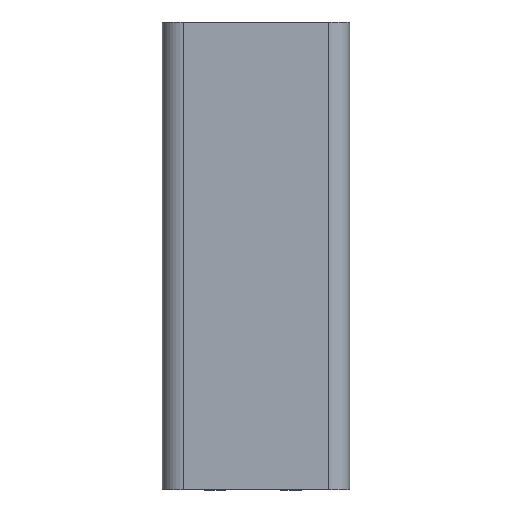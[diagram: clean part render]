
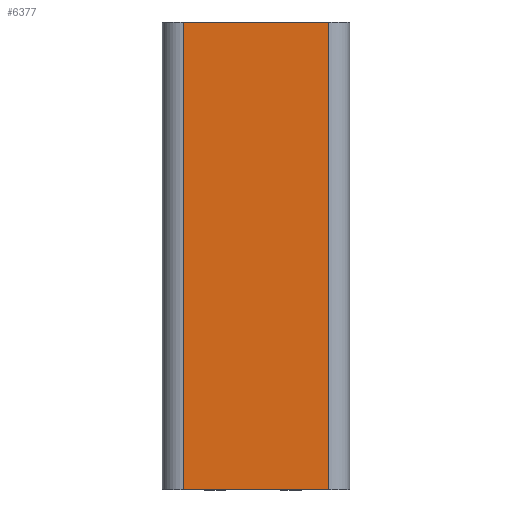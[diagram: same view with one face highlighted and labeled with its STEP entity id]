
A CAD part, front view. The second image highlights one B-rep face of the part: STEP entity #6377.
In plain terms, the highlighted planar face has unit normal (0, -1, 0).
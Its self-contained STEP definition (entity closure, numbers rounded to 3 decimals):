
#72 = CARTESIAN_POINT ( 'NONE',  ( 6621.866, 2361.117, 100. ) ) ;
#694 = CARTESIAN_POINT ( 'NONE',  ( 6652.866, 2361.117, 0. ) ) ;
#774 = EDGE_CURVE ( 'NONE', #1204, #3626, #4417, .T. ) ;
#822 = ORIENTED_EDGE ( 'NONE', *, *, #774, .F. ) ;
#889 = VECTOR ( 'NONE', #4732, 1000. ) ;
#898 = DIRECTION ( 'NONE',  ( 0., 0., 1. ) ) ;
#1204 = VERTEX_POINT ( 'NONE', #6370 ) ;
#1934 = EDGE_CURVE ( 'NONE', #3626, #4713, #4466, .T. ) ;
#2503 = CARTESIAN_POINT ( 'NONE',  ( 6621.866, 2361.117, 100. ) ) ;
#3610 = CARTESIAN_POINT ( 'NONE',  ( 6621.866, 2361.117, 100. ) ) ;
#3626 = VERTEX_POINT ( 'NONE', #694 ) ;
#3663 = CARTESIAN_POINT ( 'NONE',  ( 6621.866, 2361.117, 0. ) ) ;
#3856 = EDGE_CURVE ( 'NONE', #4713, #4265, #4474, .T. ) ;
#3870 = CARTESIAN_POINT ( 'NONE',  ( 6642.766, 2361.117, 100. ) ) ;
#4147 = DIRECTION ( 'NONE',  ( -1., 0., 0. ) ) ;
#4265 = VERTEX_POINT ( 'NONE', #2503 ) ;
#4282 = EDGE_LOOP ( 'NONE', ( #822, #9220, #5935, #7559 ) ) ;
#4417 = LINE ( 'NONE', #8742, #6303 ) ;
#4422 = DIRECTION ( 'NONE',  ( 0., 0., 1. ) ) ;
#4466 = LINE ( 'NONE', #9844, #6349 ) ;
#4474 = LINE ( 'NONE', #72, #8520 ) ;
#4670 = DIRECTION ( 'NONE',  ( 0., 0., -1. ) ) ;
#4713 = VERTEX_POINT ( 'NONE', #3663 ) ;
#4732 = DIRECTION ( 'NONE',  ( 1., 0., 0. ) ) ;
#5229 = LINE ( 'NONE', #3870, #889 ) ;
#5351 = AXIS2_PLACEMENT_3D ( 'NONE', #3610, #9304, #4422 ) ;
#5935 = ORIENTED_EDGE ( 'NONE', *, *, #3856, .F. ) ;
#6004 = PLANE ( 'NONE',  #5351 ) ;
#6303 = VECTOR ( 'NONE', #4670, 1000. ) ;
#6349 = VECTOR ( 'NONE', #4147, 1000. ) ;
#6370 = CARTESIAN_POINT ( 'NONE',  ( 6652.866, 2361.117, 100. ) ) ;
#6377 = ADVANCED_FACE ( 'NONE', ( #8300 ), #6004, .F. ) ;
#6712 = EDGE_CURVE ( 'NONE', #4265, #1204, #5229, .T. ) ;
#7559 = ORIENTED_EDGE ( 'NONE', *, *, #1934, .F. ) ;
#8300 = FACE_OUTER_BOUND ( 'NONE', #4282, .T. ) ;
#8520 = VECTOR ( 'NONE', #898, 1000. ) ;
#8742 = CARTESIAN_POINT ( 'NONE',  ( 6652.866, 2361.117, 100. ) ) ;
#9220 = ORIENTED_EDGE ( 'NONE', *, *, #6712, .F. ) ;
#9304 = DIRECTION ( 'NONE',  ( 0., 1., 0. ) ) ;
#9844 = CARTESIAN_POINT ( 'NONE',  ( 6642.766, 2361.117, 0. ) ) ;
